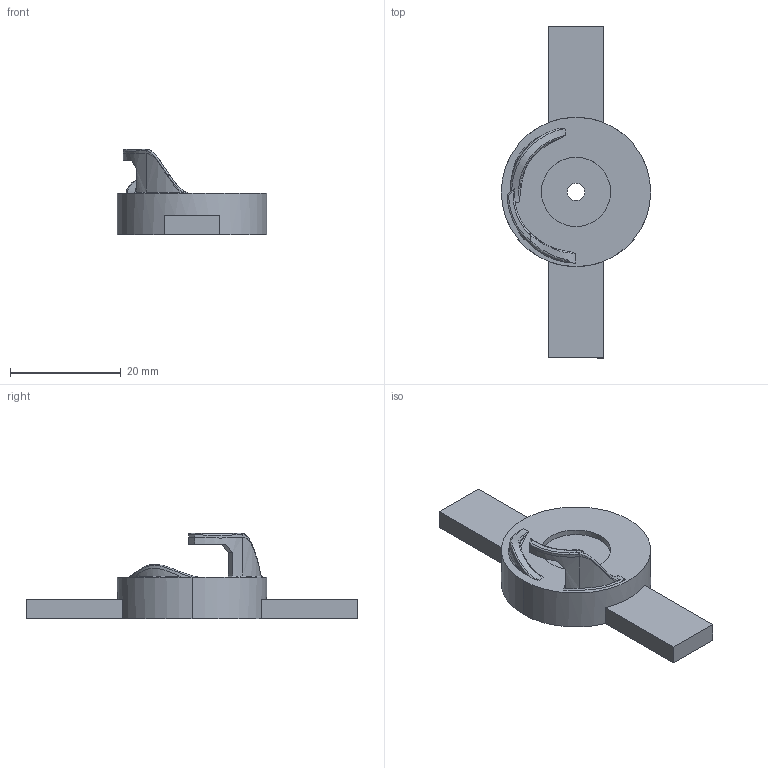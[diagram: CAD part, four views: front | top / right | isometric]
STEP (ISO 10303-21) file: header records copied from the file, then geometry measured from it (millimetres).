
FILE_DESCRIPTION (( 'STEP AP214' ), '1' );
FILE_NAME ('derailleur-separate.STEP', '2025-12-10T22:14:48', ( '' ), ( '' ), 'SwSTEP 2.0', 'SolidWorks 2025', '' );
FILE_SCHEMA (( 'AUTOMOTIVE_DESIGN' ));
Length unit declared in the file: millimetre
Products named in the file (1): derailleur-separate
Bounding box: 27 x 60 x 15.51 mm (x, y, z)
Volume: 5247.9 mm3; surface area: 3045.9 mm2
Topology: 1 solids, 1 shells, 56 faces, 141 edges, 91 vertices
Faces by surface type: bspline 30, plane 18, cylinder 8
Entity records: 3974 total; most frequent: CARTESIAN_POINT 2832, ORIENTED_EDGE 282, DIRECTION 146, EDGE_CURVE 141, VERTEX_POINT 91, B_SPLINE_CURVE_WITH_KNOTS 65, EDGE_LOOP 62, FACE_OUTER_BOUND 56
